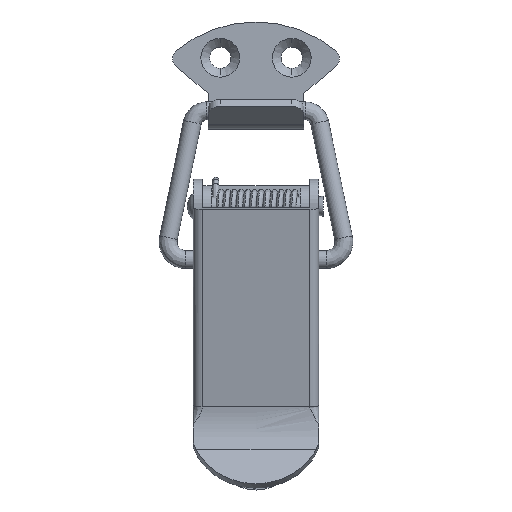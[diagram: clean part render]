
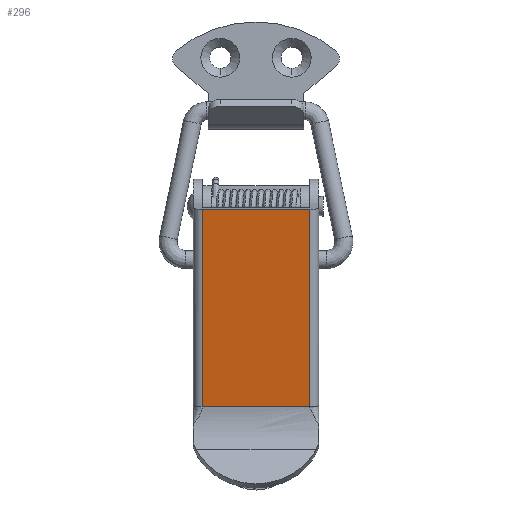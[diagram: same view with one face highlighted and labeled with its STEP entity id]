
A CAD part, front view. The second image highlights one B-rep face of the part: STEP entity #296.
In plain terms, the highlighted face is planar.
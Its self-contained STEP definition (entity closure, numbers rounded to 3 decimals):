
#296=ADVANCED_FACE('',(#783),#782,.T.);
#782=PLANE('',#31702);
#783=FACE_OUTER_BOUND('',#31703,.T.);
#31699=CARTESIAN_POINT('',(-2.302,-10.8,-51.876));
#31700=DIRECTION('',(-0.985,0.,-0.17));
#31701=DIRECTION('',(-0.17,0.,0.985));
#31702=AXIS2_PLACEMENT_3D('',#31699,#31700,#31701);
#31703=EDGE_LOOP('',(#33674,#33675,#33676,#33677));
#33674=ORIENTED_EDGE('',*,*,#34439,.F.);
#33675=ORIENTED_EDGE('',*,*,#34405,.T.);
#33676=ORIENTED_EDGE('',*,*,#34444,.T.);
#33677=ORIENTED_EDGE('',*,*,#34445,.T.);
#34405=EDGE_CURVE('',#35316,#35302,#35329,.T.);
#34439=EDGE_CURVE('',#35316,#35561,#35562,.T.);
#34444=EDGE_CURVE('',#35302,#35594,#35595,.T.);
#34445=EDGE_CURVE('',#35594,#35561,#35601,.T.);
#35302=VERTEX_POINT('',#38342);
#35316=VERTEX_POINT('',#38375);
#35329=LINE('',#38404,#38405);
#35561=VERTEX_POINT('',#38545);
#35562=LINE('',#38546,#38547);
#35594=VERTEX_POINT('',#38586);
#35595=LINE('',#38587,#38588);
#35601=LINE('',#38590,#38591);
#38342=CARTESIAN_POINT('',(-2.875,9.,-48.562));
#38375=CARTESIAN_POINT('',(-8.598,9.,-15.429));
#38404=CARTESIAN_POINT('',(-8.598,9.,-15.429));
#38405=VECTOR('',#38406,33.624);
#38406=DIRECTION('',(0.17,0.,-0.985));
#38545=CARTESIAN_POINT('',(-8.598,-9.,-15.429));
#38546=CARTESIAN_POINT('',(-8.598,9.,-15.429));
#38547=VECTOR('',#38548,18.);
#38548=DIRECTION('',(0.,-1.,0.));
#38586=CARTESIAN_POINT('',(-2.875,-9.,-48.562));
#38587=CARTESIAN_POINT('',(-2.875,9.,-48.562));
#38588=VECTOR('',#38589,18.);
#38589=DIRECTION('',(0.,-1.,0.));
#38590=CARTESIAN_POINT('',(-2.875,-9.,-48.562));
#38591=VECTOR('',#38592,33.624);
#38592=DIRECTION('',(-0.17,0.,0.985));
